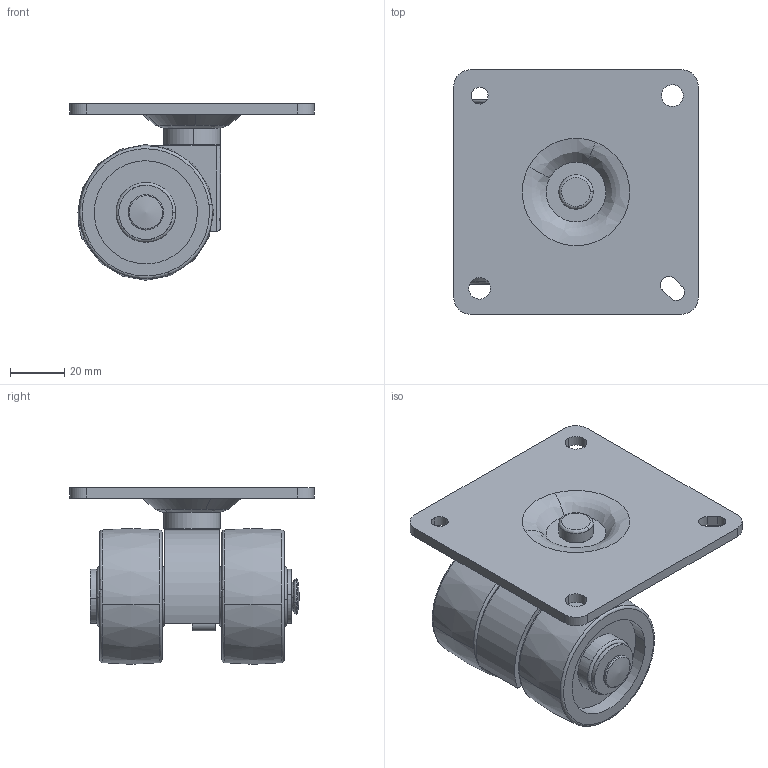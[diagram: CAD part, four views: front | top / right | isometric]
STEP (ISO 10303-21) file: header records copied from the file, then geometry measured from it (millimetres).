
FILE_DESCRIPTION((''),'2;1');
FILE_NAME('','2005-12-16T13:48:31',(''),(''),'','CADfix','');
FILE_SCHEMA(('AUTOMOTIVE_DESIGN'));
Length unit declared in the file: millimetre
Products named in the file (6): wheel; mounting plate; main shaft; body; axle; T50_POM_9538_36
Assembly tree (6 placements, depth 2):
  T50_POM_9538_36
    wheel  x2
    mounting plate
    main shaft
    body
    axle
Bounding box: 90 x 90 x 65 mm (x, y, z)
Volume: 141533 mm3; surface area: 50840.9 mm2
Topology: 6 solids, 6 shells, 142 faces, 474 edges, 357 vertices
Faces by surface type: bspline 142
Entity records: 5015 total; most frequent: CARTESIAN_POINT 2886, ORIENTED_EDGE 764, EDGE_CURVE 382, VERTEX_POINT 287, EDGE_LOOP 143, FACE_OUTER_BOUND 116, ADVANCED_FACE 116, QUASI_UNIFORM_CURVE 85
